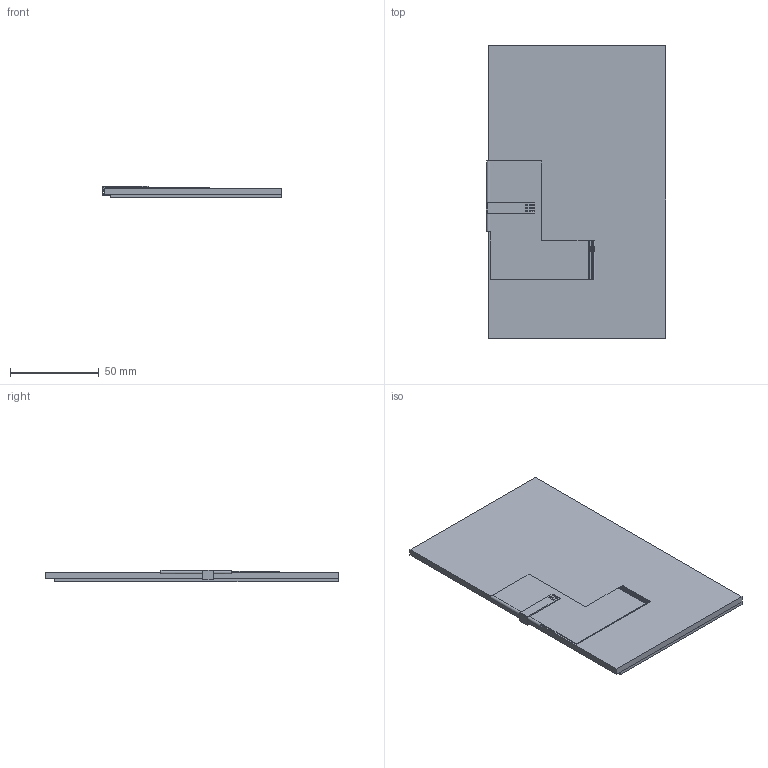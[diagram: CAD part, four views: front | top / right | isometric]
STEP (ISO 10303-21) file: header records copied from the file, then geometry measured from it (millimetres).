
FILE_DESCRIPTION(/* description */ (''),/* implementation_level */ '2;1');
FILE_NAME(/* name */ 'Adafruit 2354 7in TFT Touchscreen v3.step',/* time_stamp */ '2023-03-19T03:09:33-04:00',/* author */ (''),/* organization */ (''),/* preprocessor_version */ 'ST-DEVELOPER v19.2',/* originating_system */ 'Autodesk Translation Framework v11.17.0.187',/* authorisation */ '');
FILE_SCHEMA (('AUTOMOTIVE_DESIGN { 1 0 10303 214 3 1 1 }'));
Length unit declared in the file: millimetre
Products named in the file (4): Adafruit 2354 7in TFT Touchscreen; Ribbon Cable; Glass Screen; Black Pixel Display
Assembly tree (3 placements, depth 2):
  Adafruit 2354 7in TFT Touchscreen
    Ribbon Cable
    Glass Screen
    Black Pixel Display
Bounding box: 101.1 x 165 x 6.7 mm (x, y, z)
Volume: 64161 mm3; surface area: 101589.4 mm2
Topology: 5 solids, 5 shells, 233 faces, 666 edges, 444 vertices
Faces by surface type: plane 184, cylinder 49
Entity records: 7694 total; most frequent: CARTESIAN_POINT 1351, ORIENTED_EDGE 1332, DIRECTION 1248, EDGE_CURVE 666, LINE 566, VECTOR 566, VERTEX_POINT 444, AXIS2_PLACEMENT_3D 341
